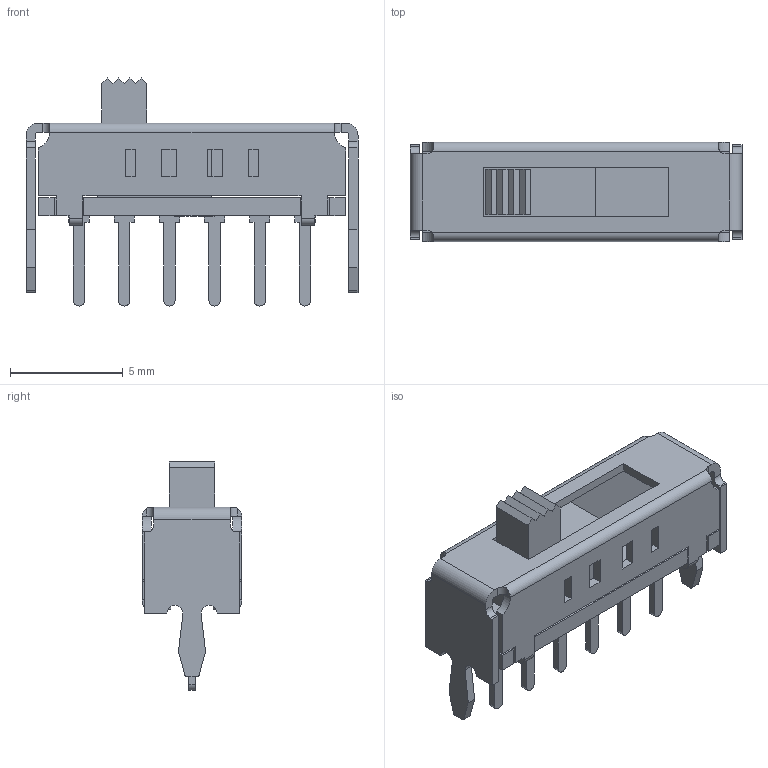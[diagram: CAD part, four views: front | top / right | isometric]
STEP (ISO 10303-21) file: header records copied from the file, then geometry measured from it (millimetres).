
FILE_DESCRIPTION((''),'2;1');
FILE_NAME('390','2021-10-08T21:28:15',('Administrator'),(''),'CREO PARAMETRIC BY PTC INC, 2016510','CREO PARAMETRIC BY PTC INC, 2016510','');
FILE_SCHEMA(('CONFIG_CONTROL_DESIGN','GEOMETRIC_VALIDATION_PROPERTIES_MIM'));
Length unit declared in the file: millimetre
Products named in the file (1): 390
Bounding box: 14.7 x 4.4 x 10.1 mm (x, y, z)
Volume: 156.2 mm3; surface area: 622.8 mm2
Topology: 2 solids, 2 shells, 325 faces, 910 edges, 604 vertices
Faces by surface type: plane 285, cylinder 40
Entity records: 12720 total; most frequent: CARTESIAN_POINT 1865, ORIENTED_EDGE 1820, DIRECTION 1636, EDGE_CURVE 910, VECTOR 826, LINE 826, VERTEX_POINT 604, AXIS2_PLACEMENT_3D 405
